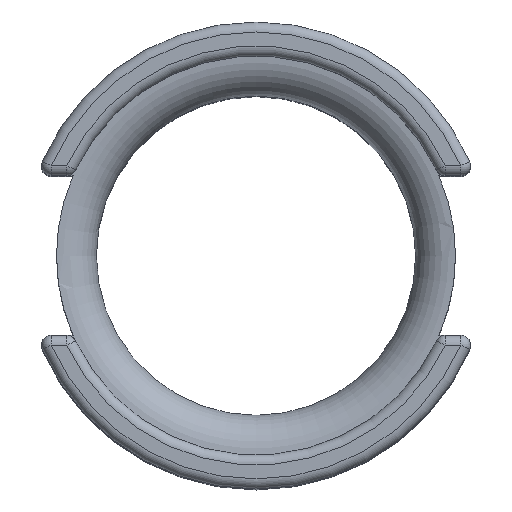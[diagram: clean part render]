
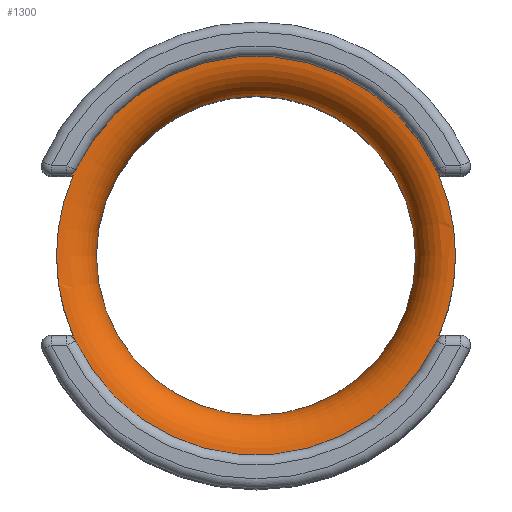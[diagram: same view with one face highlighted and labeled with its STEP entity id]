
A CAD part, top view. The second image highlights one B-rep face of the part: STEP entity #1300.
In plain terms, the highlighted toroidal (fillet/blend) face has major radius 5 mm and minor radius 1 mm.
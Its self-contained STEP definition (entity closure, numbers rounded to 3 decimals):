
#40=TOROIDAL_SURFACE('',#1485,5.,1.);
#189=B_SPLINE_CURVE_WITH_KNOTS('',3,(#2654,#2655,#2656,#2657,#2658,#2659,
#2660,#2661,#2662,#2663),.UNSPECIFIED.,.F.,.F.,(4,2,2,2,4),(-0.161,
-0.152,-0.144,-0.134,-0.133),
 .UNSPECIFIED.);
#192=B_SPLINE_CURVE_WITH_KNOTS('',3,(#2732,#2733,#2734,#2735,#2736,#2737,
#2738,#2739),.UNSPECIFIED.,.F.,.F.,(4,2,2,4),(-0.028,-0.02,
-0.01,0.),.UNSPECIFIED.);
#195=B_SPLINE_CURVE_WITH_KNOTS('',3,(#2813,#2814,#2815,#2816),
 .UNSPECIFIED.,.F.,.F.,(4,4),(0.138,0.154),
 .UNSPECIFIED.);
#196=B_SPLINE_CURVE_WITH_KNOTS('',3,(#2831,#2832,#2833,#2834,#2835,#2836,
#2837,#2838,#2839,#2840),.UNSPECIFIED.,.F.,.F.,(4,2,2,2,4),(-0.161,
-0.152,-0.144,-0.134,-0.133),
 .UNSPECIFIED.);
#197=B_SPLINE_CURVE_WITH_KNOTS('',3,(#2853,#2854,#2855,#2856,#2857,#2858,
#2859,#2860),.UNSPECIFIED.,.F.,.F.,(4,2,2,4),(-0.028,-0.02,
-0.01,0.),.UNSPECIFIED.);
#202=B_SPLINE_CURVE_WITH_KNOTS('',3,(#2986,#2987,#2988,#2989),
 .UNSPECIFIED.,.F.,.F.,(4,4),(0.138,0.154),
 .UNSPECIFIED.);
#203=B_SPLINE_CURVE_WITH_KNOTS('',3,(#2991,#2992,#2993,#2994),
 .UNSPECIFIED.,.F.,.F.,(4,4),(0.467,0.482),
 .UNSPECIFIED.);
#204=B_SPLINE_CURVE_WITH_KNOTS('',3,(#2997,#2998,#2999,#3000),
 .UNSPECIFIED.,.F.,.F.,(4,4),(0.467,0.482),
 .UNSPECIFIED.);
#318=FACE_OUTER_BOUND('',#402,.T.);
#402=EDGE_LOOP('',(#1167,#1168,#1169,#1170,#1171,#1172,#1173,#1174,#1175,
#1176,#1177,#1178,#1179,#1180,#1181,#1182,#1183,#1184));
#456=CIRCLE('',#1406,5.);
#457=CIRCLE('',#1407,5.);
#459=CIRCLE('',#1409,5.);
#460=CIRCLE('',#1410,5.);
#462=CIRCLE('',#1413,4.);
#463=CIRCLE('',#1414,4.);
#502=CIRCLE('',#1486,5.);
#503=CIRCLE('',#1487,1.);
#504=CIRCLE('',#1488,5.);
#562=VERTEX_POINT('',#2454);
#563=VERTEX_POINT('',#2456);
#564=VERTEX_POINT('',#2459);
#569=VERTEX_POINT('',#2547);
#570=VERTEX_POINT('',#2549);
#571=VERTEX_POINT('',#2551);
#575=VERTEX_POINT('',#2639);
#576=VERTEX_POINT('',#2640);
#580=VERTEX_POINT('',#2652);
#581=VERTEX_POINT('',#2653);
#590=VERTEX_POINT('',#2730);
#591=VERTEX_POINT('',#2731);
#600=VERTEX_POINT('',#2829);
#601=VERTEX_POINT('',#2830);
#605=VERTEX_POINT('',#2851);
#606=VERTEX_POINT('',#2852);
#715=EDGE_CURVE('',#563,#562,#456,.T.);
#717=EDGE_CURVE('',#564,#563,#457,.T.);
#723=EDGE_CURVE('',#570,#569,#459,.T.);
#724=EDGE_CURVE('',#571,#570,#460,.T.);
#729=EDGE_CURVE('',#575,#576,#462,.T.);
#731=EDGE_CURVE('',#576,#575,#463,.T.);
#735=EDGE_CURVE('',#580,#581,#189,.F.);
#751=EDGE_CURVE('',#590,#591,#192,.T.);
#768=EDGE_CURVE('',#580,#571,#195,.T.);
#773=EDGE_CURVE('',#600,#601,#196,.F.);
#779=EDGE_CURVE('',#605,#606,#197,.T.);
#807=EDGE_CURVE('',#600,#564,#202,.T.);
#808=EDGE_CURVE('',#562,#590,#203,.T.);
#809=EDGE_CURVE('',#591,#581,#502,.T.);
#810=EDGE_CURVE('',#570,#576,#503,.T.);
#811=EDGE_CURVE('',#569,#605,#204,.T.);
#812=EDGE_CURVE('',#606,#601,#504,.T.);
#1167=ORIENTED_EDGE('',*,*,#717,.T.);
#1168=ORIENTED_EDGE('',*,*,#715,.T.);
#1169=ORIENTED_EDGE('',*,*,#808,.T.);
#1170=ORIENTED_EDGE('',*,*,#751,.T.);
#1171=ORIENTED_EDGE('',*,*,#809,.T.);
#1172=ORIENTED_EDGE('',*,*,#735,.F.);
#1173=ORIENTED_EDGE('',*,*,#768,.T.);
#1174=ORIENTED_EDGE('',*,*,#724,.T.);
#1175=ORIENTED_EDGE('',*,*,#810,.T.);
#1176=ORIENTED_EDGE('',*,*,#731,.T.);
#1177=ORIENTED_EDGE('',*,*,#729,.T.);
#1178=ORIENTED_EDGE('',*,*,#810,.F.);
#1179=ORIENTED_EDGE('',*,*,#723,.T.);
#1180=ORIENTED_EDGE('',*,*,#811,.T.);
#1181=ORIENTED_EDGE('',*,*,#779,.T.);
#1182=ORIENTED_EDGE('',*,*,#812,.T.);
#1183=ORIENTED_EDGE('',*,*,#773,.F.);
#1184=ORIENTED_EDGE('',*,*,#807,.T.);
#1300=ADVANCED_FACE('',(#318),#40,.T.);
#1406=AXIS2_PLACEMENT_3D('',#2457,#1698,#1699);
#1407=AXIS2_PLACEMENT_3D('',#2460,#1701,#1702);
#1409=AXIS2_PLACEMENT_3D('',#2550,#1707,#1708);
#1410=AXIS2_PLACEMENT_3D('',#2552,#1709,#1710);
#1413=AXIS2_PLACEMENT_3D('',#2641,#1716,#1717);
#1414=AXIS2_PLACEMENT_3D('',#2643,#1719,#1720);
#1485=AXIS2_PLACEMENT_3D('',#2990,#1885,#1886);
#1486=AXIS2_PLACEMENT_3D('',#2995,#1887,#1888);
#1487=AXIS2_PLACEMENT_3D('',#2996,#1889,#1890);
#1488=AXIS2_PLACEMENT_3D('',#3001,#1891,#1892);
#1698=DIRECTION('center_axis',(0.,0.,1.));
#1699=DIRECTION('ref_axis',(1.,0.,0.));
#1701=DIRECTION('center_axis',(0.,0.,1.));
#1702=DIRECTION('ref_axis',(1.,0.,0.));
#1707=DIRECTION('center_axis',(0.,0.,1.));
#1708=DIRECTION('ref_axis',(1.,0.,0.));
#1709=DIRECTION('center_axis',(0.,0.,1.));
#1710=DIRECTION('ref_axis',(1.,0.,0.));
#1716=DIRECTION('center_axis',(0.,0.,-1.));
#1717=DIRECTION('ref_axis',(1.,0.,0.));
#1719=DIRECTION('center_axis',(0.,0.,-1.));
#1720=DIRECTION('ref_axis',(1.,0.,0.));
#1885=DIRECTION('center_axis',(0.,0.,-1.));
#1886=DIRECTION('ref_axis',(-1.,0.,0.));
#1887=DIRECTION('center_axis',(0.,0.,1.));
#1888=DIRECTION('ref_axis',(1.,0.,0.));
#1889=DIRECTION('center_axis',(0.,-1.,0.));
#1890=DIRECTION('ref_axis',(1.,0.,0.));
#1891=DIRECTION('center_axis',(0.,0.,1.));
#1892=DIRECTION('ref_axis',(1.,0.,0.));
#2454=CARTESIAN_POINT('',(-4.583,-2.,6.));
#2456=CARTESIAN_POINT('',(-5.,0.,6.));
#2457=CARTESIAN_POINT('Origin',(0.,0.,6.));
#2459=CARTESIAN_POINT('',(-4.583,2.,6.));
#2460=CARTESIAN_POINT('Origin',(0.,0.,6.));
#2547=CARTESIAN_POINT('',(4.583,2.,6.));
#2549=CARTESIAN_POINT('',(5.,0.,6.));
#2550=CARTESIAN_POINT('Origin',(0.,0.,6.));
#2551=CARTESIAN_POINT('',(4.583,-2.,6.));
#2552=CARTESIAN_POINT('Origin',(0.,0.,6.));
#2639=CARTESIAN_POINT('',(-4.,0.,5.));
#2640=CARTESIAN_POINT('',(4.,0.,5.));
#2641=CARTESIAN_POINT('Origin',(0.,0.,5.));
#2643=CARTESIAN_POINT('Origin',(0.,0.,5.));
#2652=CARTESIAN_POINT('',(4.743,-2.,5.989));
#2653=CARTESIAN_POINT('',(4.518,-2.143,6.));
#2654=CARTESIAN_POINT('Ctrl Pts',(4.518,-2.143,6.));
#2655=CARTESIAN_POINT('Ctrl Pts',(4.53,-2.117,6.));
#2656=CARTESIAN_POINT('Ctrl Pts',(4.546,-2.094,6.));
#2657=CARTESIAN_POINT('Ctrl Pts',(4.587,-2.053,6.));
#2658=CARTESIAN_POINT('Ctrl Pts',(4.611,-2.036,5.999));
#2659=CARTESIAN_POINT('Ctrl Pts',(4.667,-2.01,5.997));
#2660=CARTESIAN_POINT('Ctrl Pts',(4.699,-2.002,5.995));
#2661=CARTESIAN_POINT('Ctrl Pts',(4.736,-2.,5.99));
#2662=CARTESIAN_POINT('Ctrl Pts',(4.739,-2.,5.99));
#2663=CARTESIAN_POINT('Ctrl Pts',(4.743,-2.,5.989));
#2730=CARTESIAN_POINT('',(-4.743,-2.,5.989));
#2731=CARTESIAN_POINT('',(-4.518,-2.143,6.));
#2732=CARTESIAN_POINT('Ctrl Pts',(-4.743,-2.,5.989));
#2733=CARTESIAN_POINT('Ctrl Pts',(-4.715,-2.,5.993));
#2734=CARTESIAN_POINT('Ctrl Pts',(-4.687,-2.005,5.995));
#2735=CARTESIAN_POINT('Ctrl Pts',(-4.629,-2.025,5.999));
#2736=CARTESIAN_POINT('Ctrl Pts',(-4.601,-2.042,6.));
#2737=CARTESIAN_POINT('Ctrl Pts',(-4.552,-2.086,6.));
#2738=CARTESIAN_POINT('Ctrl Pts',(-4.532,-2.113,6.));
#2739=CARTESIAN_POINT('Ctrl Pts',(-4.518,-2.143,6.));
#2813=CARTESIAN_POINT('Ctrl Pts',(4.743,-2.,5.989));
#2814=CARTESIAN_POINT('Ctrl Pts',(4.688,-2.,5.997));
#2815=CARTESIAN_POINT('Ctrl Pts',(4.634,-2.,6.));
#2816=CARTESIAN_POINT('Ctrl Pts',(4.583,-2.,6.));
#2829=CARTESIAN_POINT('',(-4.743,2.,5.989));
#2830=CARTESIAN_POINT('',(-4.518,2.143,6.));
#2831=CARTESIAN_POINT('Ctrl Pts',(-4.518,2.143,6.));
#2832=CARTESIAN_POINT('Ctrl Pts',(-4.53,2.117,6.));
#2833=CARTESIAN_POINT('Ctrl Pts',(-4.546,2.094,6.));
#2834=CARTESIAN_POINT('Ctrl Pts',(-4.587,2.053,6.));
#2835=CARTESIAN_POINT('Ctrl Pts',(-4.611,2.036,5.999));
#2836=CARTESIAN_POINT('Ctrl Pts',(-4.667,2.01,5.997));
#2837=CARTESIAN_POINT('Ctrl Pts',(-4.699,2.002,5.995));
#2838=CARTESIAN_POINT('Ctrl Pts',(-4.736,2.,5.99));
#2839=CARTESIAN_POINT('Ctrl Pts',(-4.739,2.,5.99));
#2840=CARTESIAN_POINT('Ctrl Pts',(-4.743,2.,5.989));
#2851=CARTESIAN_POINT('',(4.743,2.,5.989));
#2852=CARTESIAN_POINT('',(4.518,2.143,6.));
#2853=CARTESIAN_POINT('Ctrl Pts',(4.743,2.,5.989));
#2854=CARTESIAN_POINT('Ctrl Pts',(4.715,2.,5.993));
#2855=CARTESIAN_POINT('Ctrl Pts',(4.687,2.005,5.995));
#2856=CARTESIAN_POINT('Ctrl Pts',(4.629,2.025,5.999));
#2857=CARTESIAN_POINT('Ctrl Pts',(4.601,2.042,6.));
#2858=CARTESIAN_POINT('Ctrl Pts',(4.552,2.086,6.));
#2859=CARTESIAN_POINT('Ctrl Pts',(4.532,2.113,6.));
#2860=CARTESIAN_POINT('Ctrl Pts',(4.518,2.143,6.));
#2986=CARTESIAN_POINT('Ctrl Pts',(-4.743,2.,5.989));
#2987=CARTESIAN_POINT('Ctrl Pts',(-4.688,2.,5.997));
#2988=CARTESIAN_POINT('Ctrl Pts',(-4.634,2.,6.));
#2989=CARTESIAN_POINT('Ctrl Pts',(-4.583,2.,6.));
#2990=CARTESIAN_POINT('Origin',(0.,0.,5.));
#2991=CARTESIAN_POINT('Ctrl Pts',(-4.583,-2.,6.));
#2992=CARTESIAN_POINT('Ctrl Pts',(-4.634,-2.,6.));
#2993=CARTESIAN_POINT('Ctrl Pts',(-4.688,-2.,5.997));
#2994=CARTESIAN_POINT('Ctrl Pts',(-4.743,-2.,5.989));
#2995=CARTESIAN_POINT('Origin',(0.,0.,6.));
#2996=CARTESIAN_POINT('Origin',(5.,0.,5.));
#2997=CARTESIAN_POINT('Ctrl Pts',(4.583,2.,6.));
#2998=CARTESIAN_POINT('Ctrl Pts',(4.634,2.,6.));
#2999=CARTESIAN_POINT('Ctrl Pts',(4.688,2.,5.997));
#3000=CARTESIAN_POINT('Ctrl Pts',(4.743,2.,5.989));
#3001=CARTESIAN_POINT('Origin',(0.,0.,6.));
